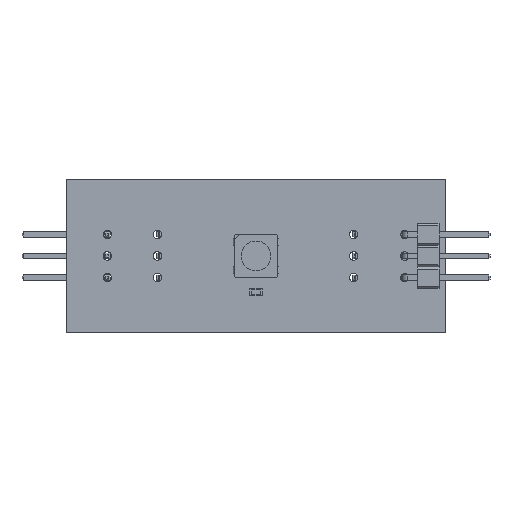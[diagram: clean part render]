
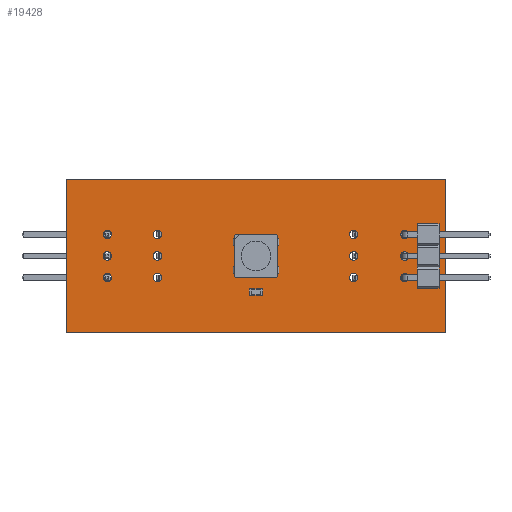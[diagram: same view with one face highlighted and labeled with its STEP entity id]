
A CAD part, top view. The second image highlights one B-rep face of the part: STEP entity #19428.
In plain terms, the highlighted planar face has unit normal (0, 0, 1).
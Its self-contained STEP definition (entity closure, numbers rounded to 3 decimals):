
#19184 = VERTEX_POINT('',#19185);
#19185 = CARTESIAN_POINT('',(126.5,-90.5,1.6));
#19191 = EDGE_CURVE('',#19184,#19192,#19194,.T.);
#19192 = VERTEX_POINT('',#19193);
#19193 = CARTESIAN_POINT('',(82.,-90.5,1.6));
#19194 = LINE('',#19195,#19196);
#19195 = CARTESIAN_POINT('',(126.5,-90.5,1.6));
#19196 = VECTOR('',#19197,1.);
#19197 = DIRECTION('',(-1.,0.,0.));
#19224 = VERTEX_POINT('',#19225);
#19225 = CARTESIAN_POINT('',(126.5,-72.5,1.6));
#19231 = EDGE_CURVE('',#19224,#19184,#19232,.T.);
#19232 = LINE('',#19233,#19234);
#19233 = CARTESIAN_POINT('',(126.5,-72.5,1.6));
#19234 = VECTOR('',#19235,1.);
#19235 = DIRECTION('',(0.,-1.,0.));
#19253 = EDGE_CURVE('',#19192,#19254,#19256,.T.);
#19254 = VERTEX_POINT('',#19255);
#19255 = CARTESIAN_POINT('',(82.,-72.5,1.6));
#19256 = LINE('',#19257,#19258);
#19257 = CARTESIAN_POINT('',(82.,-90.5,1.6));
#19258 = VECTOR('',#19259,1.);
#19259 = DIRECTION('',(0.,1.,0.));
#19428 = ADVANCED_FACE('',(#19429,#19440,#19451,#19462,#19473,#19484,
    #19495,#19506,#19517,#19528,#19539,#19550,#19561),#19572,.T.);
#19429 = FACE_BOUND('',#19430,.T.);
#19430 = EDGE_LOOP('',(#19431,#19432,#19433,#19439));
#19431 = ORIENTED_EDGE('',*,*,#19191,.F.);
#19432 = ORIENTED_EDGE('',*,*,#19231,.F.);
#19433 = ORIENTED_EDGE('',*,*,#19434,.F.);
#19434 = EDGE_CURVE('',#19254,#19224,#19435,.T.);
#19435 = LINE('',#19436,#19437);
#19436 = CARTESIAN_POINT('',(82.,-72.5,1.6));
#19437 = VECTOR('',#19438,1.);
#19438 = DIRECTION('',(1.,0.,0.));
#19439 = ORIENTED_EDGE('',*,*,#19253,.F.);
#19440 = FACE_BOUND('',#19441,.T.);
#19441 = EDGE_LOOP('',(#19442));
#19442 = ORIENTED_EDGE('',*,*,#19443,.T.);
#19443 = EDGE_CURVE('',#19444,#19444,#19446,.T.);
#19444 = VERTEX_POINT('',#19445);
#19445 = CARTESIAN_POINT('',(86.75,-84.54,1.6));
#19446 = CIRCLE('',#19447,0.5);
#19447 = AXIS2_PLACEMENT_3D('',#19448,#19449,#19450);
#19448 = CARTESIAN_POINT('',(86.75,-84.04,1.6));
#19449 = DIRECTION('',(-0.,0.,-1.));
#19450 = DIRECTION('',(-0.,-1.,0.));
#19451 = FACE_BOUND('',#19452,.T.);
#19452 = EDGE_LOOP('',(#19453));
#19453 = ORIENTED_EDGE('',*,*,#19454,.T.);
#19454 = EDGE_CURVE('',#19455,#19455,#19457,.T.);
#19455 = VERTEX_POINT('',#19456);
#19456 = CARTESIAN_POINT('',(92.65,-84.54,1.6));
#19457 = CIRCLE('',#19458,0.5);
#19458 = AXIS2_PLACEMENT_3D('',#19459,#19460,#19461);
#19459 = CARTESIAN_POINT('',(92.65,-84.04,1.6));
#19460 = DIRECTION('',(-0.,0.,-1.));
#19461 = DIRECTION('',(-0.,-1.,0.));
#19462 = FACE_BOUND('',#19463,.T.);
#19463 = EDGE_LOOP('',(#19464));
#19464 = ORIENTED_EDGE('',*,*,#19465,.T.);
#19465 = EDGE_CURVE('',#19466,#19466,#19468,.T.);
#19466 = VERTEX_POINT('',#19467);
#19467 = CARTESIAN_POINT('',(115.75,-84.54,1.6));
#19468 = CIRCLE('',#19469,0.5);
#19469 = AXIS2_PLACEMENT_3D('',#19470,#19471,#19472);
#19470 = CARTESIAN_POINT('',(115.75,-84.04,1.6));
#19471 = DIRECTION('',(-0.,0.,-1.));
#19472 = DIRECTION('',(-0.,-1.,0.));
#19473 = FACE_BOUND('',#19474,.T.);
#19474 = EDGE_LOOP('',(#19475));
#19475 = ORIENTED_EDGE('',*,*,#19476,.T.);
#19476 = EDGE_CURVE('',#19477,#19477,#19479,.T.);
#19477 = VERTEX_POINT('',#19478);
#19478 = CARTESIAN_POINT('',(121.75,-84.555,1.6));
#19479 = CIRCLE('',#19480,0.5);
#19480 = AXIS2_PLACEMENT_3D('',#19481,#19482,#19483);
#19481 = CARTESIAN_POINT('',(121.75,-84.055,1.6));
#19482 = DIRECTION('',(-0.,0.,-1.));
#19483 = DIRECTION('',(-0.,-1.,0.));
#19484 = FACE_BOUND('',#19485,.T.);
#19485 = EDGE_LOOP('',(#19486));
#19486 = ORIENTED_EDGE('',*,*,#19487,.T.);
#19487 = EDGE_CURVE('',#19488,#19488,#19490,.T.);
#19488 = VERTEX_POINT('',#19489);
#19489 = CARTESIAN_POINT('',(121.75,-82.015,1.6));
#19490 = CIRCLE('',#19491,0.5);
#19491 = AXIS2_PLACEMENT_3D('',#19492,#19493,#19494);
#19492 = CARTESIAN_POINT('',(121.75,-81.515,1.6));
#19493 = DIRECTION('',(-0.,0.,-1.));
#19494 = DIRECTION('',(-0.,-1.,0.));
#19495 = FACE_BOUND('',#19496,.T.);
#19496 = EDGE_LOOP('',(#19497));
#19497 = ORIENTED_EDGE('',*,*,#19498,.T.);
#19498 = EDGE_CURVE('',#19499,#19499,#19501,.T.);
#19499 = VERTEX_POINT('',#19500);
#19500 = CARTESIAN_POINT('',(86.75,-82.,1.6));
#19501 = CIRCLE('',#19502,0.5);
#19502 = AXIS2_PLACEMENT_3D('',#19503,#19504,#19505);
#19503 = CARTESIAN_POINT('',(86.75,-81.5,1.6));
#19504 = DIRECTION('',(-0.,0.,-1.));
#19505 = DIRECTION('',(-0.,-1.,0.));
#19506 = FACE_BOUND('',#19507,.T.);
#19507 = EDGE_LOOP('',(#19508));
#19508 = ORIENTED_EDGE('',*,*,#19509,.T.);
#19509 = EDGE_CURVE('',#19510,#19510,#19512,.T.);
#19510 = VERTEX_POINT('',#19511);
#19511 = CARTESIAN_POINT('',(92.65,-82.,1.6));
#19512 = CIRCLE('',#19513,0.5);
#19513 = AXIS2_PLACEMENT_3D('',#19514,#19515,#19516);
#19514 = CARTESIAN_POINT('',(92.65,-81.5,1.6));
#19515 = DIRECTION('',(-0.,0.,-1.));
#19516 = DIRECTION('',(-0.,-1.,0.));
#19517 = FACE_BOUND('',#19518,.T.);
#19518 = EDGE_LOOP('',(#19519));
#19519 = ORIENTED_EDGE('',*,*,#19520,.T.);
#19520 = EDGE_CURVE('',#19521,#19521,#19523,.T.);
#19521 = VERTEX_POINT('',#19522);
#19522 = CARTESIAN_POINT('',(86.75,-79.46,1.6));
#19523 = CIRCLE('',#19524,0.5);
#19524 = AXIS2_PLACEMENT_3D('',#19525,#19526,#19527);
#19525 = CARTESIAN_POINT('',(86.75,-78.96,1.6));
#19526 = DIRECTION('',(-0.,0.,-1.));
#19527 = DIRECTION('',(-0.,-1.,0.));
#19528 = FACE_BOUND('',#19529,.T.);
#19529 = EDGE_LOOP('',(#19530));
#19530 = ORIENTED_EDGE('',*,*,#19531,.T.);
#19531 = EDGE_CURVE('',#19532,#19532,#19534,.T.);
#19532 = VERTEX_POINT('',#19533);
#19533 = CARTESIAN_POINT('',(92.65,-79.46,1.6));
#19534 = CIRCLE('',#19535,0.5);
#19535 = AXIS2_PLACEMENT_3D('',#19536,#19537,#19538);
#19536 = CARTESIAN_POINT('',(92.65,-78.96,1.6));
#19537 = DIRECTION('',(-0.,0.,-1.));
#19538 = DIRECTION('',(-0.,-1.,0.));
#19539 = FACE_BOUND('',#19540,.T.);
#19540 = EDGE_LOOP('',(#19541));
#19541 = ORIENTED_EDGE('',*,*,#19542,.T.);
#19542 = EDGE_CURVE('',#19543,#19543,#19545,.T.);
#19543 = VERTEX_POINT('',#19544);
#19544 = CARTESIAN_POINT('',(115.75,-82.,1.6));
#19545 = CIRCLE('',#19546,0.5);
#19546 = AXIS2_PLACEMENT_3D('',#19547,#19548,#19549);
#19547 = CARTESIAN_POINT('',(115.75,-81.5,1.6));
#19548 = DIRECTION('',(-0.,0.,-1.));
#19549 = DIRECTION('',(-0.,-1.,0.));
#19550 = FACE_BOUND('',#19551,.T.);
#19551 = EDGE_LOOP('',(#19552));
#19552 = ORIENTED_EDGE('',*,*,#19553,.T.);
#19553 = EDGE_CURVE('',#19554,#19554,#19556,.T.);
#19554 = VERTEX_POINT('',#19555);
#19555 = CARTESIAN_POINT('',(115.75,-79.46,1.6));
#19556 = CIRCLE('',#19557,0.5);
#19557 = AXIS2_PLACEMENT_3D('',#19558,#19559,#19560);
#19558 = CARTESIAN_POINT('',(115.75,-78.96,1.6));
#19559 = DIRECTION('',(-0.,0.,-1.));
#19560 = DIRECTION('',(-0.,-1.,0.));
#19561 = FACE_BOUND('',#19562,.T.);
#19562 = EDGE_LOOP('',(#19563));
#19563 = ORIENTED_EDGE('',*,*,#19564,.T.);
#19564 = EDGE_CURVE('',#19565,#19565,#19567,.T.);
#19565 = VERTEX_POINT('',#19566);
#19566 = CARTESIAN_POINT('',(121.75,-79.475,1.6));
#19567 = CIRCLE('',#19568,0.5);
#19568 = AXIS2_PLACEMENT_3D('',#19569,#19570,#19571);
#19569 = CARTESIAN_POINT('',(121.75,-78.975,1.6));
#19570 = DIRECTION('',(-0.,0.,-1.));
#19571 = DIRECTION('',(-0.,-1.,0.));
#19572 = PLANE('',#19573);
#19573 = AXIS2_PLACEMENT_3D('',#19574,#19575,#19576);
#19574 = CARTESIAN_POINT('',(0.,0.,1.6));
#19575 = DIRECTION('',(0.,0.,1.));
#19576 = DIRECTION('',(1.,0.,-0.));
